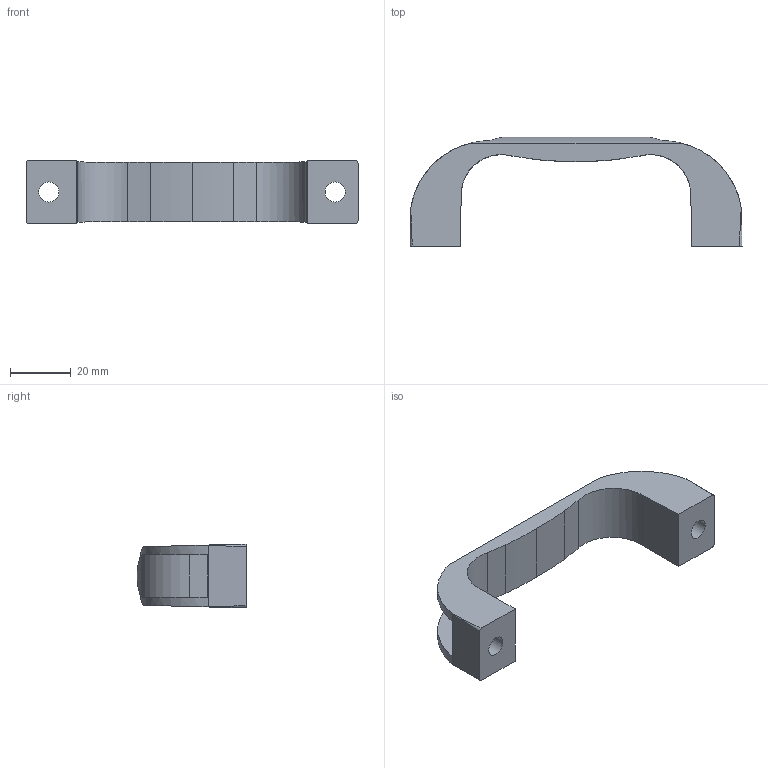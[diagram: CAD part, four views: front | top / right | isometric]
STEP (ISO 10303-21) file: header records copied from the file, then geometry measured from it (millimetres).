
FILE_DESCRIPTION( ( 'STEP AP214' ), '1' );
FILE_NAME( 'K0190.209406.stp', '2020-11-26T11:39:34', ( '' ), ( '' ), ' ', 'PARTsolutions', ' ' );
FILE_SCHEMA( ( 'AUTOMOTIVE_DESIGN { 1 0 10303 214 1 1 1 1 }' ) );
Length unit declared in the file: millimetre
Products named in the file (1): _K0190.209406
Bounding box: 109 x 36 x 21 mm (x, y, z)
Volume: 20043.9 mm3; surface area: 10435.7 mm2
Topology: 1 solids, 1 shells, 47 faces, 133 edges, 90 vertices
Faces by surface type: plane 30, cylinder 17
Full cylindrical faces by diameter (mm): 6.6 x2
Entity records: 1971 total; most frequent: CARTESIAN_POINT 349, ORIENTED_EDGE 258, DIRECTION 253, EDGE_CURVE 129, AXIS2_PLACEMENT_3D 88, VERTEX_POINT 88, LINE 77, VECTOR 77
